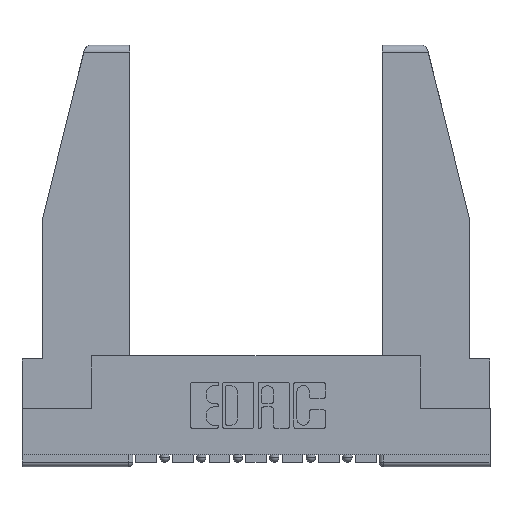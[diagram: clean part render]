
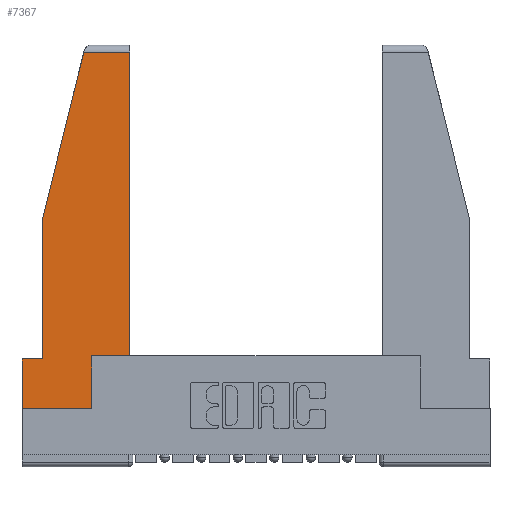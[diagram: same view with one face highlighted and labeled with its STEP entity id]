
A CAD part, top view. The second image highlights one B-rep face of the part: STEP entity #7367.
In plain terms, the highlighted planar face has unit normal (0, 0, 1).
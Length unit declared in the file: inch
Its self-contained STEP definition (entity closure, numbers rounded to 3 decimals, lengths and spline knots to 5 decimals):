
#3 = EDGE_CURVE ( 'NONE', #4802, #1502, #8372, .T. ) ;
#38 = CARTESIAN_POINT ( 'NONE',  ( 0.461, 0.223, 0. ) ) ;
#215 = VECTOR ( 'NONE', #4217, 39.37008 ) ;
#434 = EDGE_CURVE ( 'NONE', #5372, #12329, #10548, .T. ) ;
#783 = LINE ( 'NONE', #38, #8325 ) ;
#925 = DIRECTION ( 'NONE',  ( 0., -1., 0. ) ) ;
#991 = CARTESIAN_POINT ( 'NONE',  ( 0., 1.52, 0. ) ) ;
#1251 = CARTESIAN_POINT ( 'NONE',  ( 0.297, 0.223, 0. ) ) ;
#1261 = EDGE_CURVE ( 'NONE', #8849, #13551, #11716, .T. ) ;
#1502 = VERTEX_POINT ( 'NONE', #7664 ) ;
#1691 = VECTOR ( 'NONE', #8967, 39.37008 ) ;
#1844 = CARTESIAN_POINT ( 'NONE',  ( 0.271, 1.55, 0. ) ) ;
#1886 = VECTOR ( 'NONE', #925, 39.37008 ) ;
#2105 = DIRECTION ( 'NONE',  ( 0., -1., 0. ) ) ;
#2249 = CARTESIAN_POINT ( 'NONE',  ( 0., 0.21, 0. ) ) ;
#2905 = CARTESIAN_POINT ( 'NONE',  ( 0., 0.21, 0. ) ) ;
#2977 = DIRECTION ( 'NONE',  ( 1., 0., 0. ) ) ;
#3019 = ORIENTED_EDGE ( 'NONE', *, *, #3, .T. ) ;
#3086 = ORIENTED_EDGE ( 'NONE', *, *, #4408, .T. ) ;
#3226 = CARTESIAN_POINT ( 'NONE',  ( 0., 0., 0. ) ) ;
#3389 = DIRECTION ( 'NONE',  ( 0., 1., 0. ) ) ;
#3633 = ORIENTED_EDGE ( 'NONE', *, *, #7902, .T. ) ;
#3721 = EDGE_LOOP ( 'NONE', ( #3633, #3019, #5487, #6602, #3086, #11769, #12451, #12875, #4354 ) ) ;
#3886 = PLANE ( 'NONE',  #13440 ) ;
#4022 = LINE ( 'NONE', #2905, #6637 ) ;
#4217 = DIRECTION ( 'NONE',  ( -1., 0., 0. ) ) ;
#4345 = CARTESIAN_POINT ( 'NONE',  ( 0.086, 0.8, 0. ) ) ;
#4354 = ORIENTED_EDGE ( 'NONE', *, *, #9534, .T. ) ;
#4408 = EDGE_CURVE ( 'NONE', #8048, #8849, #4022, .T. ) ;
#4493 = CARTESIAN_POINT ( 'NONE',  ( 0., 0.21, 0. ) ) ;
#4802 = VERTEX_POINT ( 'NONE', #11510 ) ;
#4884 = LINE ( 'NONE', #13444, #1691 ) ;
#5217 = VECTOR ( 'NONE', #7365, 39.37008 ) ;
#5283 = VECTOR ( 'NONE', #13257, 39.37008 ) ;
#5372 = VERTEX_POINT ( 'NONE', #6517 ) ;
#5482 = CARTESIAN_POINT ( 'NONE',  ( 0.297, 0., 0. ) ) ;
#5487 = ORIENTED_EDGE ( 'NONE', *, *, #11567, .T. ) ;
#5633 = CARTESIAN_POINT ( 'NONE',  ( 0.086, 0.21, 0. ) ) ;
#6085 = DIRECTION ( 'NONE',  ( -1., 0., 0. ) ) ;
#6496 = CARTESIAN_POINT ( 'NONE',  ( 0.461, 0.223, 0. ) ) ;
#6517 = CARTESIAN_POINT ( 'NONE',  ( 0.297, 0., 0. ) ) ;
#6602 = ORIENTED_EDGE ( 'NONE', *, *, #10528, .T. ) ;
#6637 = VECTOR ( 'NONE', #6085, 39.37008 ) ;
#7133 = LINE ( 'NONE', #1844, #5283 ) ;
#7147 = EDGE_CURVE ( 'NONE', #13551, #5372, #10698, .T. ) ;
#7331 = LINE ( 'NONE', #4345, #11246 ) ;
#7365 = DIRECTION ( 'NONE',  ( 1., 0., 0. ) ) ;
#7367 = ADVANCED_FACE ( 'NONE', ( #8117 ), #3886, .T. ) ;
#7664 = CARTESIAN_POINT ( 'NONE',  ( 0.2636, 1.52, 0. ) ) ;
#7902 = EDGE_CURVE ( 'NONE', #13165, #4802, #783, .T. ) ;
#8048 = VERTEX_POINT ( 'NONE', #5633 ) ;
#8117 = FACE_OUTER_BOUND ( 'NONE', #3721, .T. ) ;
#8156 = VECTOR ( 'NONE', #3389, 39.37008 ) ;
#8325 = VECTOR ( 'NONE', #13586, 39.37008 ) ;
#8372 = LINE ( 'NONE', #991, #215 ) ;
#8396 = VERTEX_POINT ( 'NONE', #13635 ) ;
#8849 = VERTEX_POINT ( 'NONE', #4493 ) ;
#8967 = DIRECTION ( 'NONE',  ( 1., 0., 0. ) ) ;
#9231 = DIRECTION ( 'NONE',  ( 0., 0., 1. ) ) ;
#9534 = EDGE_CURVE ( 'NONE', #12329, #13165, #4884, .T. ) ;
#10528 = EDGE_CURVE ( 'NONE', #8396, #8048, #7331, .T. ) ;
#10548 = LINE ( 'NONE', #5482, #8156 ) ;
#10698 = LINE ( 'NONE', #12861, #5217 ) ;
#11246 = VECTOR ( 'NONE', #2105, 39.37008 ) ;
#11510 = CARTESIAN_POINT ( 'NONE',  ( 0.461, 1.52, 0. ) ) ;
#11567 = EDGE_CURVE ( 'NONE', #1502, #8396, #7133, .T. ) ;
#11716 = LINE ( 'NONE', #2249, #1886 ) ;
#11769 = ORIENTED_EDGE ( 'NONE', *, *, #1261, .T. ) ;
#12280 = CARTESIAN_POINT ( 'NONE',  ( 0., 0., 0. ) ) ;
#12329 = VERTEX_POINT ( 'NONE', #1251 ) ;
#12451 = ORIENTED_EDGE ( 'NONE', *, *, #7147, .T. ) ;
#12861 = CARTESIAN_POINT ( 'NONE',  ( 0., 0., 0. ) ) ;
#12875 = ORIENTED_EDGE ( 'NONE', *, *, #434, .T. ) ;
#13165 = VERTEX_POINT ( 'NONE', #6496 ) ;
#13257 = DIRECTION ( 'NONE',  ( -0.239, -0.971, 0. ) ) ;
#13440 = AXIS2_PLACEMENT_3D ( 'NONE', #12280, #9231, #2977 ) ;
#13444 = CARTESIAN_POINT ( 'NONE',  ( 0.297, 0.223, 0. ) ) ;
#13551 = VERTEX_POINT ( 'NONE', #3226 ) ;
#13586 = DIRECTION ( 'NONE',  ( 0., 1., 0. ) ) ;
#13635 = CARTESIAN_POINT ( 'NONE',  ( 0.086, 0.8, 0. ) ) ;
